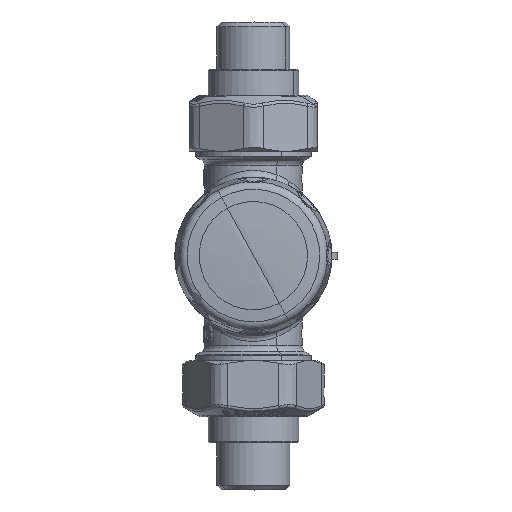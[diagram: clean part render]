
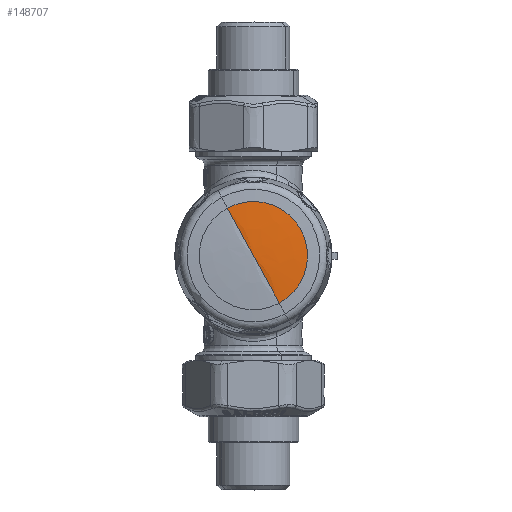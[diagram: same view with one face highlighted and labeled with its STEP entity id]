
A CAD part, top view. The second image highlights one B-rep face of the part: STEP entity #148707.
In plain terms, the highlighted face is a revolution surface.
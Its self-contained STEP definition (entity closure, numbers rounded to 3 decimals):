
#148652=CARTESIAN_POINT('Control Point',(-13.319,-93.408,159.007)) ;
#148653=CARTESIAN_POINT('Control Point',(-15.798,-88.869,159.007)) ;
#148654=CARTESIAN_POINT('Control Point',(-18.278,-84.33,158.806)) ;
#148655=CARTESIAN_POINT('Control Point',(-20.75,-79.805,158.405)) ;
#148656=CARTESIAN_POINT('Vertex',(-13.319,-93.408,159.007)) ;
#148658=CARTESIAN_POINT('Vertex',(-20.75,-79.805,158.405)) ;
#148665=CARTESIAN_POINT('Vertex',(-5.888,-107.01,158.405)) ;
#148669=CARTESIAN_POINT('Control Point',(-13.319,-93.408,159.007)) ;
#148670=CARTESIAN_POINT('Control Point',(-10.839,-97.947,159.007)) ;
#148671=CARTESIAN_POINT('Control Point',(-8.36,-102.485,158.806)) ;
#148672=CARTESIAN_POINT('Control Point',(-5.888,-107.01,158.405)) ;
#148689=CARTESIAN_POINT('Control Point',(-13.319,-93.408,159.007)) ;
#148690=CARTESIAN_POINT('Control Point',(-13.319,-98.58,159.007)) ;
#148691=CARTESIAN_POINT('Control Point',(-13.319,-103.752,158.806)) ;
#148692=CARTESIAN_POINT('Control Point',(-13.319,-108.908,158.405)) ;
#148693=CARTESIAN_POINT('Axis1P Location',(-13.319,-93.408,160.258)) ;
#148697=CARTESIAN_POINT('Axis2P3D Location',(-13.319,-93.408,158.405)) ;
#148694=DIRECTION('Axis1P Direction',(0.,0.,1.)) ;
#148698=DIRECTION('Axis2P3D Direction',(0.,0.,1.)) ;
#148699=AXIS2_PLACEMENT_3D('Circle Axis2P3D',#148697,#148698,$) ;
#148700=CIRCLE('generated circle',#148699,15.5) ;
#148696=SURFACE_OF_REVOLUTION('Surface of Revolution',#148688,#148695) ;
#148695=AXIS1_PLACEMENT('Revolution Surface Axis1P',#148693,#148694) ;
#148660=EDGE_CURVE('',#148657,#148659,#148651,.T.) ;
#148673=EDGE_CURVE('',#148657,#148666,#148668,.T.) ;
#148701=EDGE_CURVE('',#148666,#148659,#148700,.T.) ;
#148703=ORIENTED_EDGE('',*,*,#148673,.T.) ;
#148704=ORIENTED_EDGE('',*,*,#148701,.T.) ;
#148705=ORIENTED_EDGE('',*,*,#148660,.F.) ;
#148702=EDGE_LOOP('',(#148703,#148704,#148705)) ;
#148657=VERTEX_POINT('',#148656) ;
#148659=VERTEX_POINT('',#148658) ;
#148666=VERTEX_POINT('',#148665) ;
#148707=ADVANCED_FACE('PartBody',(#148706),#148696,.F.) ;
#148651=B_SPLINE_CURVE_WITH_KNOTS('',3,(#148652,#148653,#148654,#148655),.UNSPECIFIED.,.F.,.U.,(4,4),(313.516,329.032),.UNSPECIFIED.) ;
#148668=B_SPLINE_CURVE_WITH_KNOTS('',3,(#148669,#148670,#148671,#148672),.UNSPECIFIED.,.F.,.U.,(4,4),(313.516,329.032),.UNSPECIFIED.) ;
#148688=B_SPLINE_CURVE_WITH_KNOTS('',3,(#148689,#148690,#148691,#148692),.UNSPECIFIED.,.F.,.U.,(4,4),(313.516,329.032),.UNSPECIFIED.) ;
#148706=FACE_OUTER_BOUND('',#148702,.T.) ;
